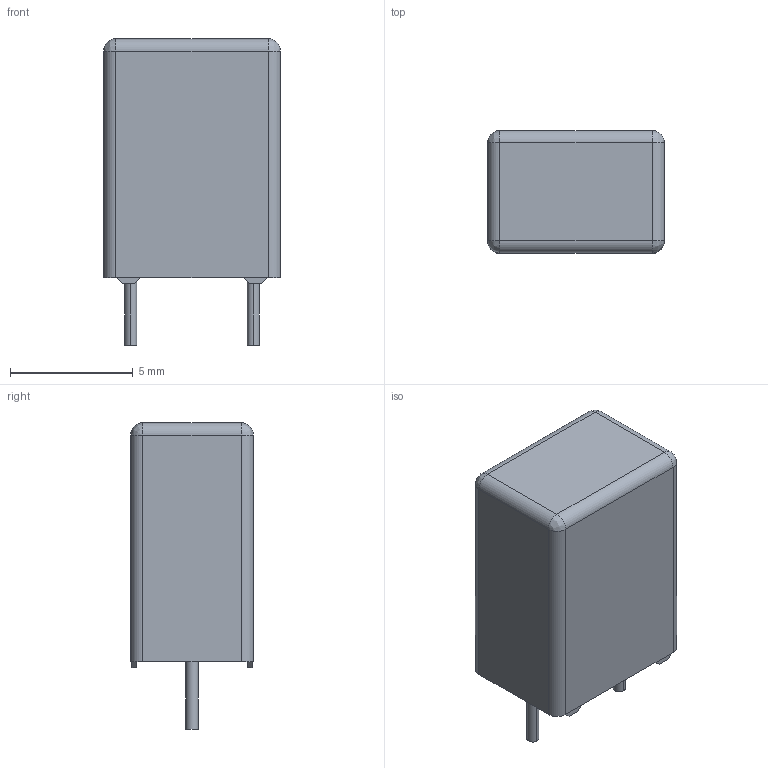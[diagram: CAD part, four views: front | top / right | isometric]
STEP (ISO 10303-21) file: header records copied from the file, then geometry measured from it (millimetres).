
FILE_DESCRIPTION(('FreeCAD Model'),'2;1');
FILE_NAME('User_Library_CAPRR500W50L720T500H1000_WIMA_1F_sp.step', '2018-12-30T18:05:17',('kicad StepUp'),('ksu MCAD'), 'Open CASCADE STEP processor 7.2','FreeCAD','Unknown');
FILE_SCHEMA(('AUTOMOTIVE_DESIGN { 1 0 10303 214 1 1 1 1 }'));
Length unit declared in the file: millimetre
Products named in the file (1): User_Library_CAPRR500W50L720T500H1000_WIMA_1F_sp
Bounding box: 7.2 x 5 x 12.5 mm (x, y, z)
Volume: 341.5 mm3; surface area: 312.5 mm2
Topology: 1 solids, 1 shells, 49 faces, 120 edges, 72 vertices
Faces by surface type: plane 29, cylinder 16, bspline 4
Entity records: 1795 total; most frequent: CARTESIAN_POINT 298, DIRECTION 240, ORIENTED_EDGE 232, EDGE_CURVE 116, LINE 84, VECTOR 84, AXIS2_PLACEMENT_3D 78, VERTEX_POINT 72
